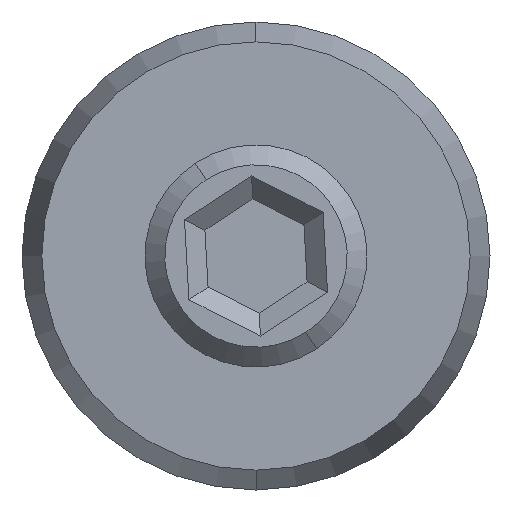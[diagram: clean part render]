
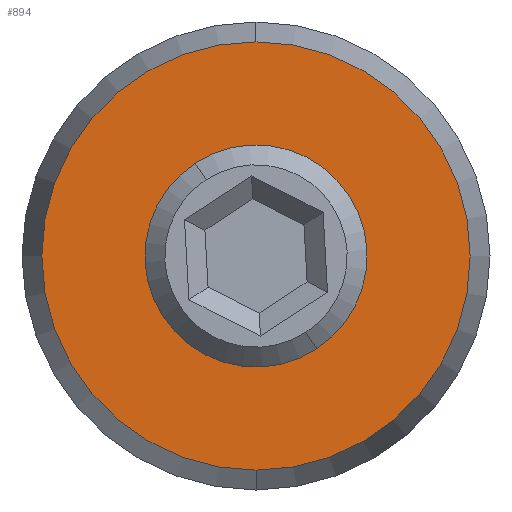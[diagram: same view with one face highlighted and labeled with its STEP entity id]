
A CAD part, front view. The second image highlights one B-rep face of the part: STEP entity #894.
In plain terms, the highlighted planar face has unit normal (0, -1, 0).
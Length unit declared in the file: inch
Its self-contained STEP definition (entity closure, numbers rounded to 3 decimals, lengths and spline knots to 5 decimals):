
#146 = DIRECTION ( 'NONE',  ( 0., 0., 1. ) ) ;
#148 = DIRECTION ( 'NONE',  ( 0., 1., 0. ) ) ;
#149 = CARTESIAN_POINT ( 'NONE',  ( 0.06603, -0.90213, -0.04435 ) ) ;
#150 = PLANE ( 'NONE',  #1224 ) ;
#282 = FACE_OUTER_BOUND ( 'NONE', #334, .T. ) ;
#283 = FACE_BOUND ( 'NONE', #335, .T. ) ;
#334 = EDGE_LOOP ( 'NONE', ( #443, #442 ) ) ;
#335 = EDGE_LOOP ( 'NONE', ( #440, #441 ) ) ;
#440 = ORIENTED_EDGE ( 'NONE', *, *, #1048, .T. ) ;
#441 = ORIENTED_EDGE ( 'NONE', *, *, #1018, .T. ) ;
#442 = ORIENTED_EDGE ( 'NONE', *, *, #1019, .F. ) ;
#443 = ORIENTED_EDGE ( 'NONE', *, *, #1032, .F. ) ;
#533 = CARTESIAN_POINT ( 'NONE',  ( -0.04197, -0.90213, 0.06365 ) ) ;
#535 = CARTESIAN_POINT ( 'NONE',  ( -0.04197, -0.90213, -0.15235 ) ) ;
#558 = CARTESIAN_POINT ( 'NONE',  ( -0.04197, -0.90213, -0.09885 ) ) ;
#587 = CARTESIAN_POINT ( 'NONE',  ( -0.04197, -0.90213, 0.01015 ) ) ;
#787 = VERTEX_POINT ( 'NONE', #558 ) ;
#795 = VERTEX_POINT ( 'NONE', #587 ) ;
#848 = VERTEX_POINT ( 'NONE', #535 ) ;
#850 = VERTEX_POINT ( 'NONE', #533 ) ;
#894 = ADVANCED_FACE ( 'NONE', ( #283, #282 ), #150, .F. ) ;
#1018 = EDGE_CURVE ( 'NONE', #795, #787, #1329, .T. ) ;
#1019 = EDGE_CURVE ( 'NONE', #848, #850, #1295, .T. ) ;
#1032 = EDGE_CURVE ( 'NONE', #850, #848, #1373, .T. ) ;
#1048 = EDGE_CURVE ( 'NONE', #787, #795, #1402, .T. ) ;
#1086 = CARTESIAN_POINT ( 'NONE',  ( -0.04197, -0.90213, -0.04435 ) ) ;
#1087 = DIRECTION ( 'NONE',  ( 0., 1., 0. ) ) ;
#1088 = DIRECTION ( 'NONE',  ( 0., 0., 1. ) ) ;
#1224 = AXIS2_PLACEMENT_3D ( 'NONE', #149, #148, #146 ) ;
#1295 = CIRCLE ( 'NONE', #1296, 0.108 ) ;
#1296 = AXIS2_PLACEMENT_3D ( 'NONE', #1630, #1631, #1632 ) ;
#1329 = CIRCLE ( 'NONE', #1331, 0.0545 ) ;
#1331 = AXIS2_PLACEMENT_3D ( 'NONE', #1627, #1628, #1629 ) ;
#1373 = CIRCLE ( 'NONE', #1415, 0.108 ) ;
#1375 = AXIS2_PLACEMENT_3D ( 'NONE', #1086, #1087, #1088 ) ;
#1402 = CIRCLE ( 'NONE', #1375, 0.0545 ) ;
#1415 = AXIS2_PLACEMENT_3D ( 'NONE', #1664, #1665, #1666 ) ;
#1627 = CARTESIAN_POINT ( 'NONE',  ( -0.04197, -0.90213, -0.04435 ) ) ;
#1628 = DIRECTION ( 'NONE',  ( 0., 1., 0. ) ) ;
#1629 = DIRECTION ( 'NONE',  ( 0., 0., 1. ) ) ;
#1630 = CARTESIAN_POINT ( 'NONE',  ( -0.04197, -0.90213, -0.04435 ) ) ;
#1631 = DIRECTION ( 'NONE',  ( 0., 1., 0. ) ) ;
#1632 = DIRECTION ( 'NONE',  ( 0., 0., 1. ) ) ;
#1664 = CARTESIAN_POINT ( 'NONE',  ( -0.04197, -0.90213, -0.04435 ) ) ;
#1665 = DIRECTION ( 'NONE',  ( 0., 1., 0. ) ) ;
#1666 = DIRECTION ( 'NONE',  ( 0., 0., 1. ) ) ;
